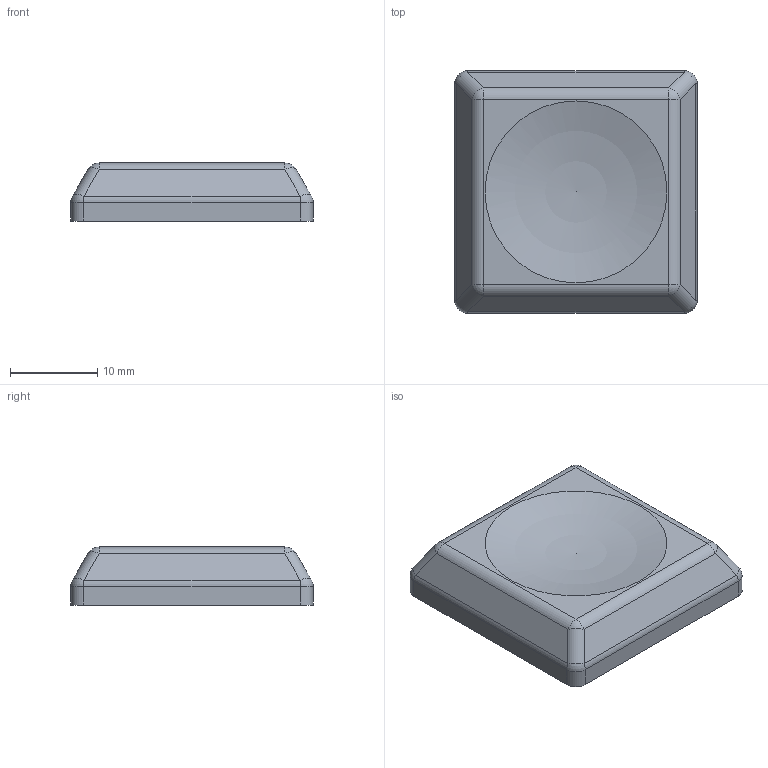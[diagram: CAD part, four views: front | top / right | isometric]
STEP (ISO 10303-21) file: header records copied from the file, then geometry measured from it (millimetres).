
FILE_DESCRIPTION(/* description */ (''),/* implementation_level */ '2;1');
FILE_NAME(/* name */ 'TK27S.stp',/* time_stamp */ '2020-09-01T15:33:45+02:00',/* author */ ('thagel'),/* organization */ (''),/* preprocessor_version */ 'ST-DEVELOPER v17.2',/* originating_system */ 'Autodesk Inventor 2019',/* authorisation */ '');
FILE_SCHEMA (('AUTOMOTIVE_DESIGN { 1 0 10303 214 3 1 1 }'));
Length unit declared in the file: millimetre
Products named in the file (1): 0014DDBB3 M24.184.4D
Bounding box: 27.8 x 27.8 x 6.66 mm (x, y, z)
Volume: 1093.3 mm3; surface area: 2804.6 mm2
Topology: 1 solids, 1 shells, 82 faces, 202 edges, 116 vertices
Faces by surface type: cylinder 36, plane 32, sphere 14
Entity records: 2369 total; most frequent: DIRECTION 438, CARTESIAN_POINT 391, ORIENTED_EDGE 384, EDGE_CURVE 192, AXIS2_PLACEMENT_3D 163, VERTEX_POINT 116, LINE 112, VECTOR 112
